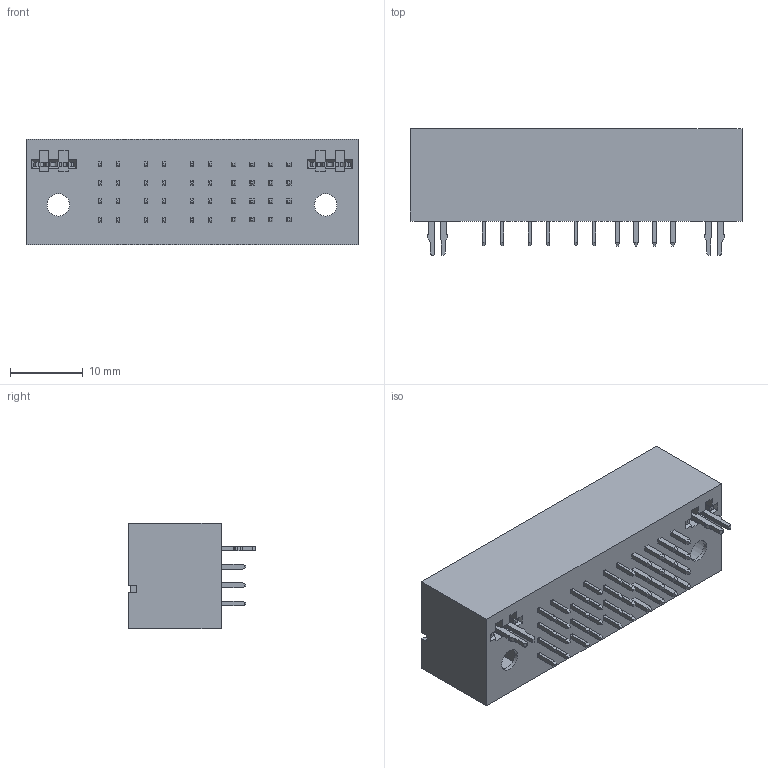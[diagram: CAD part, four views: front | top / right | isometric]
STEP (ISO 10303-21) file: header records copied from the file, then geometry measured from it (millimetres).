
FILE_DESCRIPTION( ('This file contains a STEP AP42 implementation' ,'as created by ZW3D STEP Interface translator.') ,'2;1' );
FILE_NAME( 'P3MSA-03-016W5W5AMA1.stp' ,'23 925. 85838', (''), ('ZWCAD Software Co.'), 'Version 1.0', 'ZW3D to STEP translator', '' );
FILE_SCHEMA(('AUTOMOTIVE_DESIGN { 1 0 10303 214 1 1 1 1 }'));
Length unit declared in the file: millimetre
Products named in the file (2): 0; P3-A-180-m_asm
Bounding box: 45.72 x 17.4 x 14.58 mm (x, y, z)
Volume: 6923.5 mm3; surface area: 4425.9 mm2
Topology: 1 solids, 1 shells, 732 faces, 2004 edges, 1308 vertices
Faces by surface type: plane 612, cylinder 116, cone 4
Entity records: 23697 total; most frequent: CARTESIAN_POINT 4201, ORIENTED_EDGE 4008, DIRECTION 3658, EDGE_CURVE 2004, VECTOR 1744, LINE 1744, VERTEX_POINT 1308, AXIS2_PLACEMENT_3D 957
